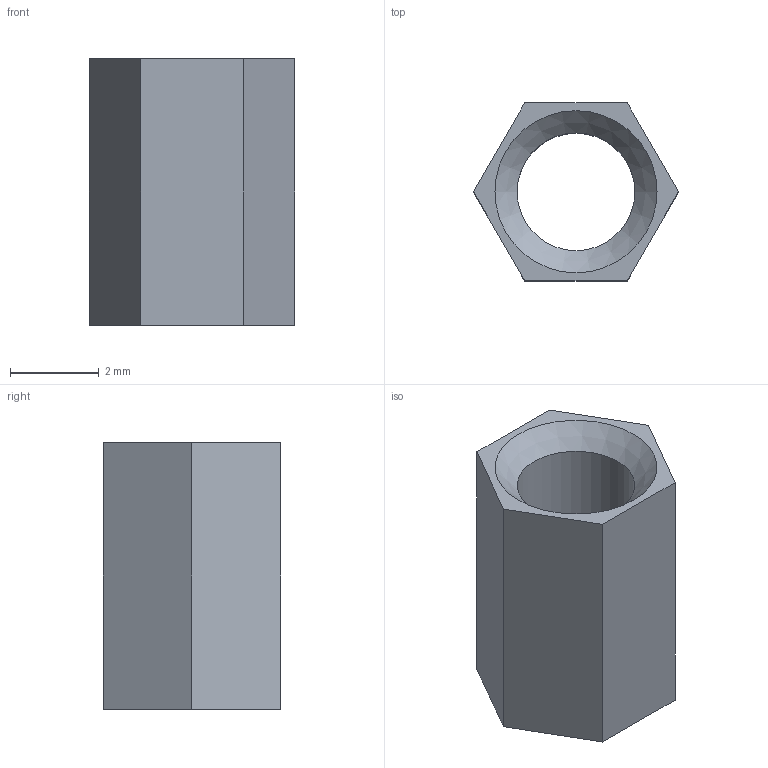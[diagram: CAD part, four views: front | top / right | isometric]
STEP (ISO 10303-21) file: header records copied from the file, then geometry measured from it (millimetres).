
FILE_DESCRIPTION(('FreeCAD Model'),'2;1');
FILE_NAME('standoff_hex_M3x4mm_6mm.step', '2020-06-15T14:42:43',('kicad StepUp'),('ksu MCAD'), 'Open CASCADE STEP processor 7.4','FreeCAD','Unknown');
FILE_SCHEMA(('AUTOMOTIVE_DESIGN { 1 0 10303 214 1 1 1 1 }'));
Length unit declared in the file: millimetre
Products named in the file (1): standoff_hex_M3x4mm_6mm
Bounding box: 4.62 x 4 x 6 mm (x, y, z)
Volume: 47.7 mm3; surface area: 145.5 mm2
Topology: 1 solids, 1 shells, 11 faces, 25 edges, 16 vertices
Faces by surface type: plane 8, cone 2, cylinder 1
Full cylindrical faces by diameter (mm): 2.65 x1
Entity records: 333 total; most frequent: CARTESIAN_POINT 53, DIRECTION 53, ORIENTED_EDGE 50, EDGE_CURVE 25, LINE 21, VECTOR 21, AXIS2_PLACEMENT_3D 16, VERTEX_POINT 16
